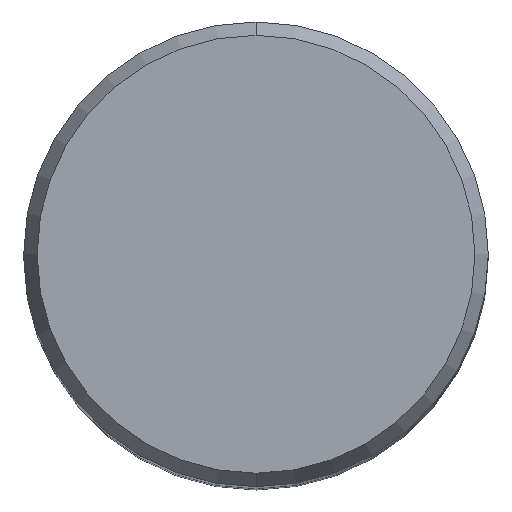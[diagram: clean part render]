
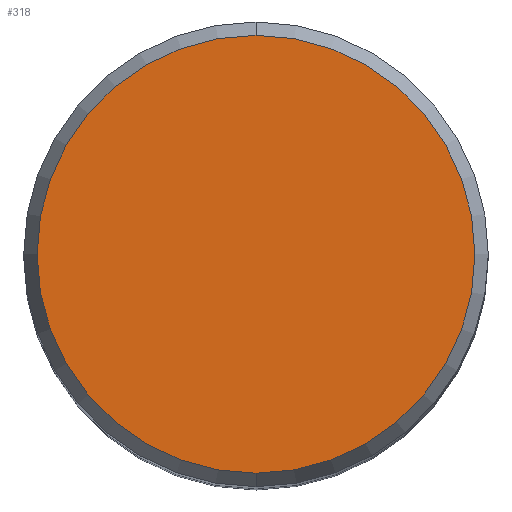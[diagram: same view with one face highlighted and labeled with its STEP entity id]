
A CAD part, top view. The second image highlights one B-rep face of the part: STEP entity #318.
In plain terms, the highlighted planar face has unit normal (0, 0, 1).
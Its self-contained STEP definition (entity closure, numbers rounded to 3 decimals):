
#264=VERTEX_POINT('',#524);
#292=VERTEX_POINT('',#555);
#318=ADVANCED_FACE('',(#582),#583,.T.);
#324=EDGE_CURVE('',#264,#292,#590,.T.);
#330=EDGE_CURVE('',#292,#264,#596,.T.);
#524=CARTESIAN_POINT('',(0.0,15.076,0.0));
#555=CARTESIAN_POINT('',(0.,-15.076,0.0));
#582=FACE_OUTER_BOUND('',#1143,.T.);
#583=PLANE('',#1144);
#590=CIRCLE('',#1152,15.076);
#596=CIRCLE('',#1160,15.076);
#1143=EDGE_LOOP('',(#1557,#1558));
#1144=AXIS2_PLACEMENT_3D('',#1559,#1560,#1561);
#1152=AXIS2_PLACEMENT_3D('',#1570,#1571,#1572);
#1160=AXIS2_PLACEMENT_3D('',#1576,#1577,#1578);
#1557=ORIENTED_EDGE('',*,*,#324,.F.);
#1558=ORIENTED_EDGE('',*,*,#330,.F.);
#1559=CARTESIAN_POINT('',(0.0,7.538,0.0));
#1560=DIRECTION('',(-0.0,0.0,1.0));
#1561=DIRECTION('',(0.0,-1.0,0.0));
#1570=CARTESIAN_POINT('',(0.0,0.0,0.0));
#1571=DIRECTION('',(0.0,0.0,-1.0));
#1572=DIRECTION('',(0.0,1.0,0.0));
#1576=CARTESIAN_POINT('',(0.0,0.0,0.0));
#1577=DIRECTION('',(0.0,0.0,-1.0));
#1578=DIRECTION('',(0.0,1.0,0.0));
